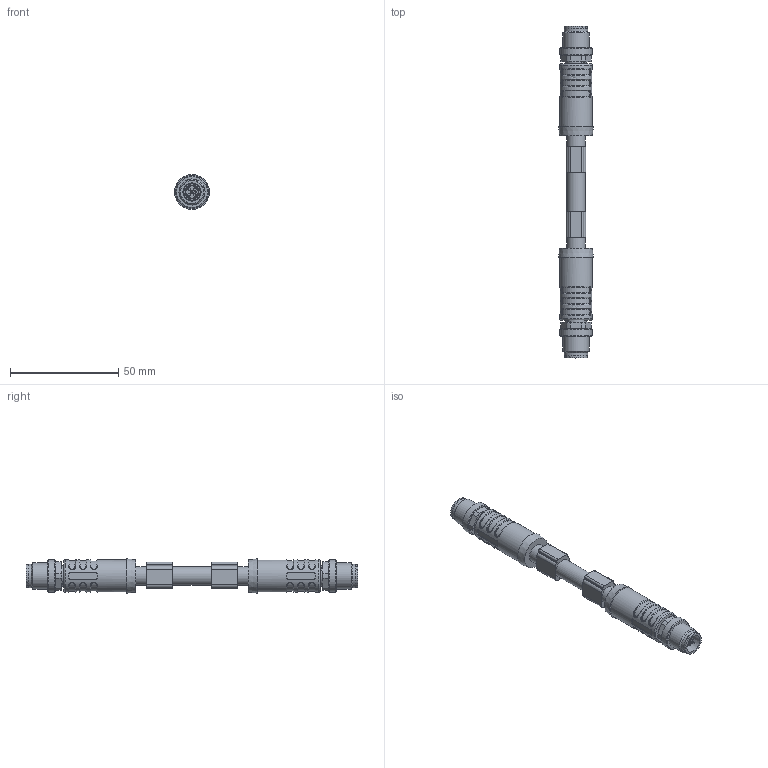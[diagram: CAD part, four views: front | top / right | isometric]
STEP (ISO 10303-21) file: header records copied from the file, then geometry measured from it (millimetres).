
FILE_DESCRIPTION(/* description */ (''),/* implementation_level */ '2;1');
FILE_NAME(/* name */ 'RA-WASSX8-L-RA-WASSX8_S4005_stp.stp',/* time_stamp */ '2017-03-02T15:07:52+01:00',/* author */ (''),/* organization */ (''),/* preprocessor_version */ 'ST-DEVELOPER v16',/* originating_system */ 'SIEMENS PLM Software NX 10.0',/* authorisation */ '');
FILE_SCHEMA (('AUTOMOTIVE_DESIGN { 1 0 10303 214 3 1 1 1 }'));
Length unit declared in the file: millimetre
Products named in the file (1): RA-WASSX8-L-RA-WASSX8_S4005_stp
Bounding box: 16 x 153 x 16 mm (x, y, z)
Volume: 18958.3 mm3; surface area: 8504.1 mm2
Topology: 1 solids, 1 shells, 523 faces, 1336 edges, 861 vertices
Faces by surface type: plane 196, cylinder 141, bspline 64, cone 56, torus 50, sphere 16
Full cylindrical faces by diameter (mm): 0.6 x16, 8.6 x1, 10.8 x2, 12 x2, 15 x4
Entity records: 17766 total; most frequent: CARTESIAN_POINT 6132, DIRECTION 2388, ORIENTED_EDGE 2376, EDGE_CURVE 1188, AXIS2_PLACEMENT_3D 980, VERTEX_POINT 788, EDGE_LOOP 644, ADVANCED_FACE 523
